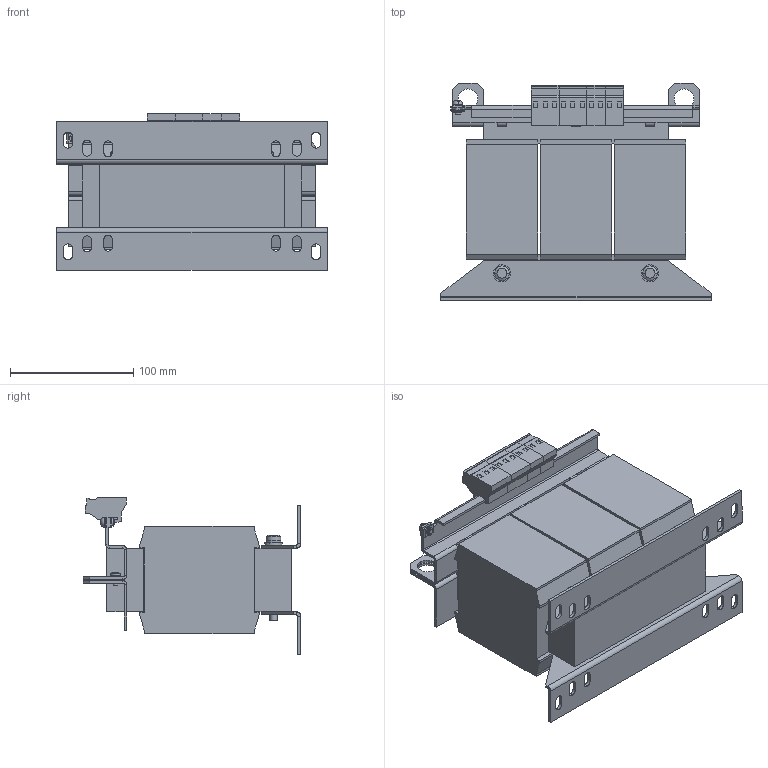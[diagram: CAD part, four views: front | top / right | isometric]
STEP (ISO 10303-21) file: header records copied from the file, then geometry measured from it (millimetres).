
FILE_DESCRIPTION (( 'STEP AP214' ), '1' );
FILE_NAME ('187068.STEP', '2020-05-28T17:28:54', ( '' ), ( '' ), 'SwSTEP 2.0', 'SolidWorks 2018', '' );
FILE_SCHEMA (( 'AUTOMOTIVE_DESIGN' ));
Length unit declared in the file: millimetre
Products named in the file (1): 187068
Bounding box: 219 x 176 x 127 mm (x, y, z)
Volume: 1974801.3 mm3; surface area: 233355.2 mm2
Topology: 1 solids, 1 shells, 612 faces, 1514 edges, 944 vertices
Faces by surface type: plane 451, cylinder 133, torus 14, sphere 8, cone 6
Entity records: 17979 total; most frequent: CARTESIAN_POINT 3195, DIRECTION 3045, ORIENTED_EDGE 3024, EDGE_CURVE 1512, VECTOR 1149, LINE 1149, AXIS2_PLACEMENT_3D 948, VERTEX_POINT 944
